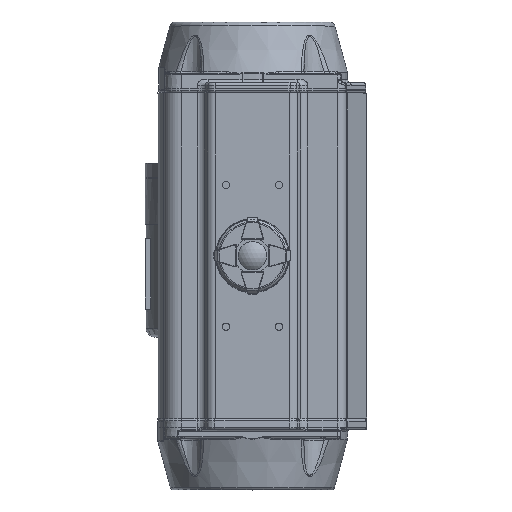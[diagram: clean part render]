
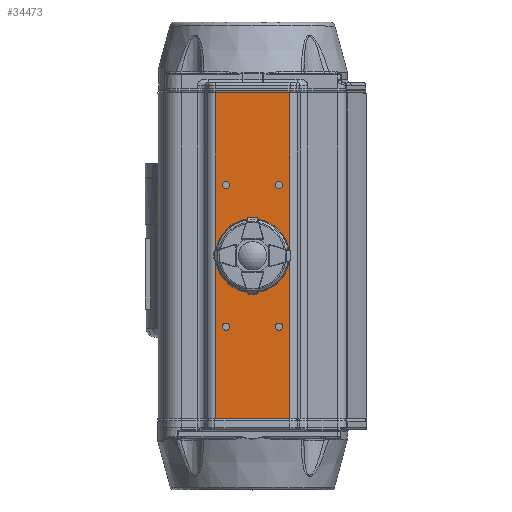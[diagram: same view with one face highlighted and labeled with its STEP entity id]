
A CAD part, top view. The second image highlights one B-rep face of the part: STEP entity #34473.
In plain terms, the highlighted face is planar.
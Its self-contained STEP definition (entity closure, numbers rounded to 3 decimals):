
#1586=PLANE('',#36949);
#3686=CIRCLE('',#36829,15.75);
#3688=CIRCLE('',#36832,2.067);
#3690=CIRCLE('',#36835,2.067);
#3692=CIRCLE('',#36838,2.067);
#3694=CIRCLE('',#36841,2.067);
#6157=ORIENTED_EDGE('',*,*,#15979,.F.);
#6158=ORIENTED_EDGE('',*,*,#16000,.T.);
#6159=ORIENTED_EDGE('',*,*,#15936,.T.);
#6160=ORIENTED_EDGE('',*,*,#15999,.F.);
#6161=ORIENTED_EDGE('',*,*,#15880,.T.);
#6162=ORIENTED_EDGE('',*,*,#15882,.T.);
#6163=ORIENTED_EDGE('',*,*,#15884,.T.);
#6164=ORIENTED_EDGE('',*,*,#15886,.T.);
#6165=ORIENTED_EDGE('',*,*,#15888,.T.);
#15880=EDGE_CURVE('',#20907,#20907,#3686,.T.);
#15882=EDGE_CURVE('',#20909,#20909,#3688,.T.);
#15884=EDGE_CURVE('',#20911,#20911,#3690,.T.);
#15886=EDGE_CURVE('',#20913,#20913,#3692,.T.);
#15888=EDGE_CURVE('',#20915,#20915,#3694,.T.);
#15936=EDGE_CURVE('',#20966,#20965,#24156,.T.);
#15979=EDGE_CURVE('',#21008,#21009,#24176,.T.);
#15999=EDGE_CURVE('',#21009,#20965,#24191,.T.);
#16000=EDGE_CURVE('',#21008,#20966,#24192,.T.);
#20907=VERTEX_POINT('',#49850);
#20909=VERTEX_POINT('',#49855);
#20911=VERTEX_POINT('',#49860);
#20913=VERTEX_POINT('',#49865);
#20915=VERTEX_POINT('',#49870);
#20965=VERTEX_POINT('',#50000);
#20966=VERTEX_POINT('',#50002);
#21008=VERTEX_POINT('',#50090);
#21009=VERTEX_POINT('',#50092);
#24156=LINE('',#50001,#25891);
#24176=LINE('',#50091,#25911);
#24191=LINE('',#50128,#25926);
#24192=LINE('',#50130,#25927);
#25891=VECTOR('',#40970,1000.);
#25911=VECTOR('',#41044,1000.);
#25926=VECTOR('',#41087,1000.);
#25927=VECTOR('',#41090,1000.);
#27729=EDGE_LOOP('',(#6157,#6158,#6159,#6160));
#27730=EDGE_LOOP('',(#6161));
#27731=EDGE_LOOP('',(#6162));
#27732=EDGE_LOOP('',(#6163));
#27733=EDGE_LOOP('',(#6164));
#27734=EDGE_LOOP('',(#6165));
#30374=FACE_BOUND('',#27729,.T.);
#30375=FACE_BOUND('',#27730,.T.);
#30376=FACE_BOUND('',#27731,.T.);
#30377=FACE_BOUND('',#27732,.T.);
#30378=FACE_BOUND('',#27733,.T.);
#30379=FACE_BOUND('',#27734,.T.);
#34473=ADVANCED_FACE('',(#30374,#30375,#30376,#30377,#30378,#30379),#1586,
 .T.);
#36829=AXIS2_PLACEMENT_3D('',#49849,#40808,#40809);
#36832=AXIS2_PLACEMENT_3D('',#49854,#40814,#40815);
#36835=AXIS2_PLACEMENT_3D('',#49859,#40820,#40821);
#36838=AXIS2_PLACEMENT_3D('',#49864,#40826,#40827);
#36841=AXIS2_PLACEMENT_3D('',#49869,#40832,#40833);
#36949=AXIS2_PLACEMENT_3D('',#50129,#41088,#41089);
#40808=DIRECTION('',(0.,-1.,0.));
#40809=DIRECTION('',(-1.,0.,0.));
#40814=DIRECTION('',(0.,-1.,0.));
#40815=DIRECTION('',(-1.,0.,0.));
#40820=DIRECTION('',(0.,-1.,0.));
#40821=DIRECTION('',(-1.,0.,0.));
#40826=DIRECTION('',(0.,-1.,0.));
#40827=DIRECTION('',(-1.,0.,0.));
#40832=DIRECTION('',(0.,-1.,0.));
#40833=DIRECTION('',(-1.,0.,0.));
#40970=DIRECTION('',(-1.,0.,0.));
#41044=DIRECTION('',(-1.,0.,0.));
#41087=DIRECTION('',(0.,0.,-1.));
#41088=DIRECTION('',(0.,1.,0.));
#41089=DIRECTION('',(1.,0.,0.));
#41090=DIRECTION('',(0.,0.,-1.));
#49849=CARTESIAN_POINT('',(0.108,61.472,92.));
#49850=CARTESIAN_POINT('',(-15.642,61.472,92.));
#49854=CARTESIAN_POINT('',(15.108,61.472,52.));
#49855=CARTESIAN_POINT('',(13.041,61.472,52.));
#49859=CARTESIAN_POINT('',(-14.892,61.472,52.));
#49860=CARTESIAN_POINT('',(-16.959,61.472,52.));
#49864=CARTESIAN_POINT('',(-14.892,61.472,132.));
#49865=CARTESIAN_POINT('',(-16.959,61.472,132.));
#49869=CARTESIAN_POINT('',(15.108,61.472,132.));
#49870=CARTESIAN_POINT('',(13.041,61.472,132.));
#50000=CARTESIAN_POINT('',(-21.005,61.472,0.));
#50001=CARTESIAN_POINT('',(6.23,61.472,0.));
#50002=CARTESIAN_POINT('',(21.221,61.472,0.));
#50090=CARTESIAN_POINT('',(21.221,61.472,184.));
#50091=CARTESIAN_POINT('',(6.23,61.472,184.));
#50092=CARTESIAN_POINT('',(-21.005,61.472,184.));
#50128=CARTESIAN_POINT('',(-21.005,61.472,0.));
#50129=CARTESIAN_POINT('',(21.221,61.472,0.));
#50130=CARTESIAN_POINT('',(21.221,61.472,0.));
